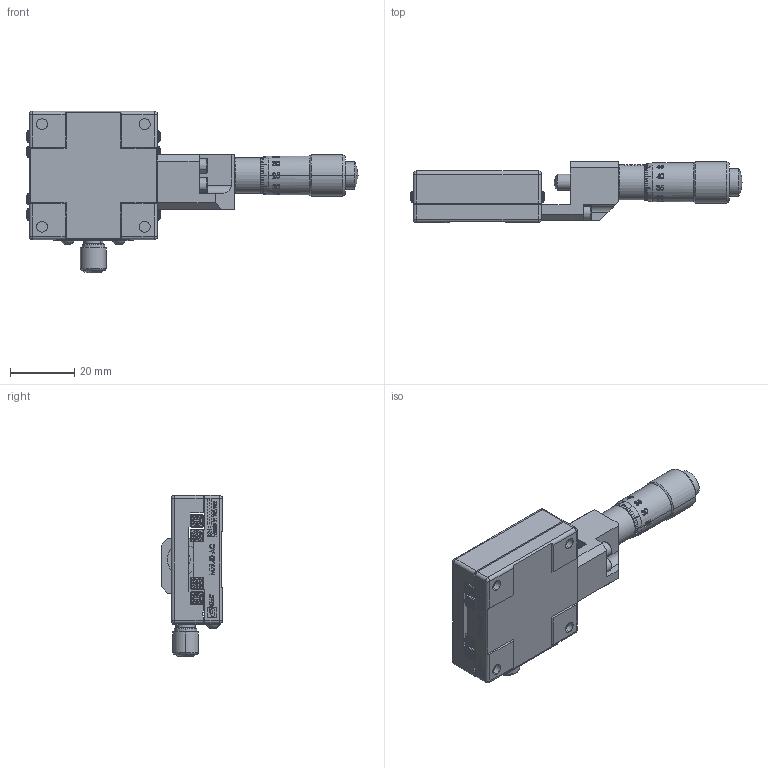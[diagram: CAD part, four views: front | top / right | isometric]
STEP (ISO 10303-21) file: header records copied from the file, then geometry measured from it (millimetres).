
FILE_DESCRIPTION (( 'STEP AP203' ), '1' );
FILE_NAME ('MXL40-AC(«¬¿ý).STEP', '2013-04-29T02:09:28', ( '123' ), ( '' ), 'SwSTEP 2.0', 'SolidWorks 2013', '' );
FILE_SCHEMA (( 'CONFIG_CONTROL_DESIGN' ));
Products named in the file (3): Group2^MXL40-AC(型錄); Group3^MXL40-AC(型錄); MXL40-AC(型錄)
Assembly tree (2 placements, depth 2):
  MXL40-AC(型錄)
    Group2^MXL40-AC(型錄)
    Group3^MXL40-AC(型錄)
Bounding box: 103.48 x 19 x 50.3 mm (x, y, z)
Volume: 32314.6 mm3; surface area: 15236.4 mm2
Topology: 2 solids, 2 shells, 2746 faces, 7449 edges, 4843 vertices
Faces by surface type: plane 1740, bspline 523, cylinder 329, cone 64, torus 58, sphere 32
Entity records: 110283 total; most frequent: CARTESIAN_POINT 44352, ORIENTED_EDGE 14854, DIRECTION 11611, EDGE_CURVE 7427, VERTEX_POINT 4841, LINE 4691, VECTOR 4691, AXIS2_PLACEMENT_3D 3460
